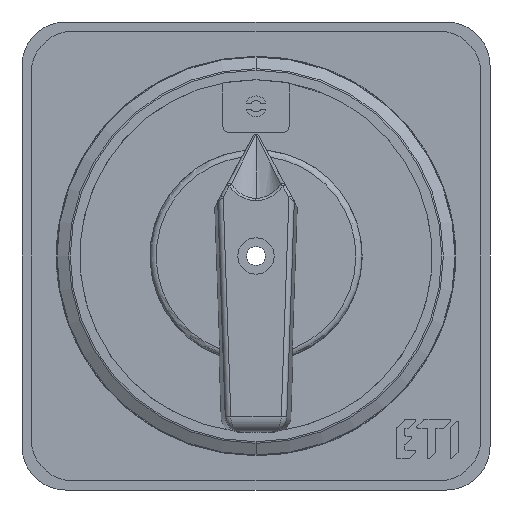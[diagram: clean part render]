
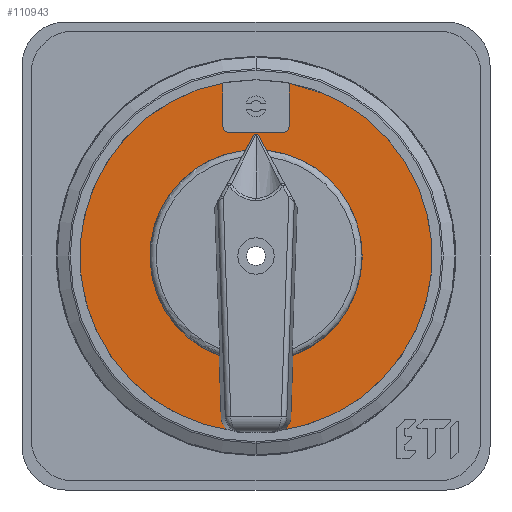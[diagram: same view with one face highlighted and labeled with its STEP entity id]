
A CAD part, front view. The second image highlights one B-rep face of the part: STEP entity #110943.
In plain terms, the highlighted planar face has unit normal (0, -1, 0).
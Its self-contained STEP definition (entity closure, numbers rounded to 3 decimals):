
#106577=CARTESIAN_POINT('',(0.,-14.75,0.));
#106578=DIRECTION('',(0.,1.,0.));
#106579=DIRECTION('',(-0.989,0.,-0.145));
#106580=AXIS2_PLACEMENT_3D('',#106577,#106578,#106579);
#106585=CARTESIAN_POINT('',(0.,-14.75,0.));
#106586=DIRECTION('',(0.,1.,0.));
#106587=DIRECTION('',(-0.989,0.,0.145));
#106588=AXIS2_PLACEMENT_3D('',#106585,#106586,#106587);
#106593=CARTESIAN_POINT('',(-4.3,-14.75,20.75));
#106594=DIRECTION('',(0.,-1.,0.));
#106595=DIRECTION('',(-1.,0.,0.));
#106596=AXIS2_PLACEMENT_3D('',#106593,#106594,#106595);
#106601=CARTESIAN_POINT('',(4.3,-14.75,20.75));
#106602=DIRECTION('',(0.,-1.,0.));
#106603=DIRECTION('',(0.,0.,-1.));
#106604=AXIS2_PLACEMENT_3D('',#106601,#106602,#106603);
#106609=CARTESIAN_POINT('',(0.,-14.75,0.));
#106610=DIRECTION('',(0.,1.,0.));
#106611=DIRECTION('',(0.188,0.,0.982));
#106612=AXIS2_PLACEMENT_3D('',#106609,#106610,#106611);
#106617=CARTESIAN_POINT('',(0.,-14.75,0.));
#106618=DIRECTION('',(0.,1.,0.));
#106619=DIRECTION('',(0.396,0.,0.918));
#106620=AXIS2_PLACEMENT_3D('',#106617,#106618,#106619);
#106625=CARTESIAN_POINT('',(0.,-14.75,0.));
#106626=DIRECTION('',(0.,1.,0.));
#106627=DIRECTION('',(0.62,0.,0.784));
#106628=AXIS2_PLACEMENT_3D('',#106625,#106626,#106627);
#106633=CARTESIAN_POINT('',(0.,-14.75,0.));
#106634=DIRECTION('',(0.,1.,0.));
#106635=DIRECTION('',(0.62,0.,-0.784));
#106636=AXIS2_PLACEMENT_3D('',#106633,#106634,#106635);
#106641=CARTESIAN_POINT('',(0.,-14.75,0.));
#106642=DIRECTION('',(0.,1.,0.));
#106643=DIRECTION('',(0.396,0.,-0.918));
#106644=AXIS2_PLACEMENT_3D('',#106641,#106642,#106643);
#106649=CARTESIAN_POINT('',(4.532,-14.75,-27.884));
#106650=CARTESIAN_POINT('',(4.866,-14.75,-27.646));
#106651=CARTESIAN_POINT('',(5.348,-14.75,-27.069));
#106652=CARTESIAN_POINT('',(5.563,-14.75,-26.348));
#106653=CARTESIAN_POINT('',(5.577,-14.75,-25.938));
#106658=DIRECTION('',(0.035,0.,0.999));
#106659=VECTOR('',#106658,10.01);
#106660=CARTESIAN_POINT('',(5.577,-14.75,-25.938));
#106661=LINE('',#106660,#106659);
#106665=CARTESIAN_POINT('',(0.,-14.75,0.));
#106666=DIRECTION('',(0.,-1.,0.));
#106667=DIRECTION('',(0.349,0.,-0.937));
#106668=AXIS2_PLACEMENT_3D('',#106665,#106666,#106667);
#106673=DIRECTION('',(-0.48,0.,0.877));
#106674=VECTOR('',#106673,2.691);
#106675=CARTESIAN_POINT('',(1.685,-14.75,16.916));
#106676=LINE('',#106675,#106674);
#106680=CARTESIAN_POINT('',(0.,-14.75,19.062));
#106681=DIRECTION('',(0.,-1.,0.));
#106682=DIRECTION('',(0.877,0.,0.48));
#106683=AXIS2_PLACEMENT_3D('',#106680,#106681,#106682);
#106688=CARTESIAN_POINT('',(0.,-14.75,19.062));
#106689=DIRECTION('',(0.,-1.,0.));
#106690=DIRECTION('',(0.,0.,1.));
#106691=AXIS2_PLACEMENT_3D('',#106688,#106689,#106690);
#106696=DIRECTION('',(-0.48,0.,-0.877));
#106697=VECTOR('',#106696,2.691);
#106698=CARTESIAN_POINT('',(-0.395,-14.75,19.278));
#106699=LINE('',#106698,#106697);
#106703=CARTESIAN_POINT('',(0.,-14.75,0.));
#106704=DIRECTION('',(0.,-1.,0.));
#106705=DIRECTION('',(-0.099,0.,0.995));
#106706=AXIS2_PLACEMENT_3D('',#106703,#106704,#106705);
#106711=DIRECTION('',(0.035,0.,
-0.999));
#106712=VECTOR('',#106711,10.01);
#106713=CARTESIAN_POINT('',(-5.926,-14.75,-15.934));
#106714=LINE('',#106713,#106712);
#106718=CARTESIAN_POINT('',(-5.577,-14.75,-25.938));
#106719=CARTESIAN_POINT('',(-5.563,-14.75,-26.348));
#106720=CARTESIAN_POINT('',(-5.348,-14.75,-27.069));
#106721=CARTESIAN_POINT('',(-4.866,-14.75,-27.646));
#106722=CARTESIAN_POINT('',(-4.532,-14.75,-27.884));
#106727=CARTESIAN_POINT('',(0.,-14.75,0.));
#106728=DIRECTION('',(0.,1.,0.));
#106729=DIRECTION('',(-0.16,0.,-0.987));
#106730=AXIS2_PLACEMENT_3D('',#106727,#106728,#106729);
#106784=CARTESIAN_POINT('',(-4.532,-14.75,-27.884));
#107074=DIRECTION('',(0.,0.,-1.));
#107075=VECTOR('',#107074,6.998);
#107076=CARTESIAN_POINT('',(5.3,-14.75,27.748));
#107077=LINE('',#107076,#107075);
#107102=DIRECTION('',(-1.,0.,0.));
#107103=VECTOR('',#107102,8.6);
#107104=CARTESIAN_POINT('',(4.3,-14.75,19.75));
#107105=LINE('',#107104,#107103);
#107130=DIRECTION('',(0.,0.,1.));
#107131=VECTOR('',#107130,6.998);
#107132=CARTESIAN_POINT('',(-5.3,-14.75,20.75));
#107133=LINE('',#107132,#107131);
#109189=CARTESIAN_POINT('',(-27.951,-14.75,4.1));
#109190=VERTEX_POINT('',#109189);
#109248=VERTEX_POINT('',#106784);
#109249=VERTEX_POINT('',#106718);
#109273=VERTEX_POINT('',#106649);
#109274=VERTEX_POINT('',#106653);
#109275=CARTESIAN_POINT('',(-27.951,-14.75,-4.1));
#109276=VERTEX_POINT('',#109275);
#109277=CARTESIAN_POINT('',(-5.3,-14.75,27.748));
#109278=VERTEX_POINT('',#109277);
#109279=CARTESIAN_POINT('',(-5.3,-14.75,20.75));
#109280=VERTEX_POINT('',#109279);
#109281=CARTESIAN_POINT('',(-4.3,-14.75,19.75));
#109282=VERTEX_POINT('',#109281);
#109283=CARTESIAN_POINT('',(4.3,-14.75,19.75));
#109284=VERTEX_POINT('',#109283);
#109285=CARTESIAN_POINT('',(5.3,-14.75,20.75));
#109286=VERTEX_POINT('',#109285);
#109287=CARTESIAN_POINT('',(5.3,-14.75,27.748));
#109288=VERTEX_POINT('',#109287);
#109289=CARTESIAN_POINT('',(11.182,-14.75,25.943));
#109290=VERTEX_POINT('',#109289);
#109291=CARTESIAN_POINT('',(17.526,-14.75,22.156));
#109292=VERTEX_POINT('',#109291);
#109293=CARTESIAN_POINT('',(17.526,-14.75,-22.156));
#109294=VERTEX_POINT('',#109293);
#109295=CARTESIAN_POINT('',(11.182,-14.75,-25.943));
#109296=VERTEX_POINT('',#109295);
#109297=CARTESIAN_POINT('',(5.926,-14.75,-15.934));
#109298=VERTEX_POINT('',#109297);
#109299=CARTESIAN_POINT('',(1.685,-14.75,16.916));
#109300=VERTEX_POINT('',#109299);
#109301=CARTESIAN_POINT('',(0.395,-14.75,19.278));
#109302=VERTEX_POINT('',#109301);
#109303=CARTESIAN_POINT('',(0.,-14.75,19.512));
#109304=VERTEX_POINT('',#109303);
#109305=CARTESIAN_POINT('',(-0.395,-14.75,19.278));
#109306=VERTEX_POINT('',#109305);
#109307=CARTESIAN_POINT('',(-1.685,-14.75,16.916));
#109308=VERTEX_POINT('',#109307);
#109309=CARTESIAN_POINT('',(-5.926,-14.75,-15.934));
#109310=VERTEX_POINT('',#109309);
#110892=CARTESIAN_POINT('',(0.,-14.75,0.));
#110893=DIRECTION('',(0.,1.,0.));
#110894=DIRECTION('',(0.,0.,1.));
#110895=AXIS2_PLACEMENT_3D('',#110892,#110893,#110894);
#110896=PLANE('',#110895);
#110898=ORIENTED_EDGE('',*,*,#110897,.T.);
#110900=ORIENTED_EDGE('',*,*,#110899,.T.);
#110902=ORIENTED_EDGE('',*,*,#110901,.F.);
#110904=ORIENTED_EDGE('',*,*,#110903,.T.);
#110906=ORIENTED_EDGE('',*,*,#110905,.F.);
#110908=ORIENTED_EDGE('',*,*,#110907,.T.);
#110910=ORIENTED_EDGE('',*,*,#110909,.F.);
#110912=ORIENTED_EDGE('',*,*,#110911,.T.);
#110914=ORIENTED_EDGE('',*,*,#110913,.T.);
#110916=ORIENTED_EDGE('',*,*,#110915,.T.);
#110918=ORIENTED_EDGE('',*,*,#110917,.T.);
#110920=ORIENTED_EDGE('',*,*,#110919,.T.);
#110921=ORIENTED_EDGE('',*,*,#110880,.T.);
#110923=ORIENTED_EDGE('',*,*,#110922,.T.);
#110925=ORIENTED_EDGE('',*,*,#110924,.T.);
#110927=ORIENTED_EDGE('',*,*,#110926,.T.);
#110929=ORIENTED_EDGE('',*,*,#110928,.T.);
#110931=ORIENTED_EDGE('',*,*,#110930,.T.);
#110933=ORIENTED_EDGE('',*,*,#110932,.T.);
#110935=ORIENTED_EDGE('',*,*,#110934,.T.);
#110937=ORIENTED_EDGE('',*,*,#110936,.T.);
#110938=ORIENTED_EDGE('',*,*,#110539,.T.);
#110940=ORIENTED_EDGE('',*,*,#110939,.T.);
#110941=EDGE_LOOP('',(#110898,#110900,#110902,#110904,#110906,#110908,#110910,
#110912,#110914,#110916,#110918,#110920,#110921,#110923,#110925,#110927,#110929,
#110931,#110933,#110935,#110937,#110938,#110940));
#110942=FACE_OUTER_BOUND('',#110941,.F.);
#106581=CIRCLE('',#106580,28.25);
#106589=CIRCLE('',#106588,28.25);
#106597=CIRCLE('',#106596,1.);
#106605=CIRCLE('',#106604,1.);
#106613=CIRCLE('',#106612,28.25);
#106621=CIRCLE('',#106620,28.25);
#106629=CIRCLE('',#106628,28.25);
#106637=CIRCLE('',#106636,28.25);
#106645=CIRCLE('',#106644,28.25);
#106654=B_SPLINE_CURVE_WITH_KNOTS('',3,(#106649,#106650,#106651,#106652,
#106653),.UNSPECIFIED.,.F.,.F.,(4,1,4),(0.,0.5,1.),.UNSPECIFIED.);
#106669=CIRCLE('',#106668,17.);
#106684=CIRCLE('',#106683,0.45);
#106692=CIRCLE('',#106691,0.45);
#106707=CIRCLE('',#106706,17.);
#106723=B_SPLINE_CURVE_WITH_KNOTS('',3,(#106718,#106719,#106720,#106721,
#106722),.UNSPECIFIED.,.F.,.F.,(4,1,4),(0.,0.5,1.),.UNSPECIFIED.);
#106731=CIRCLE('',#106730,28.25);
#110539=EDGE_CURVE('',#109249,#109248,#106723,.T.);
#110880=EDGE_CURVE('',#109273,#109274,#106654,.T.);
#110897=EDGE_CURVE('',#109276,#109190,#106581,.T.);
#110899=EDGE_CURVE('',#109190,#109278,#106589,.T.);
#110901=EDGE_CURVE('',#109280,#109278,#107133,.T.);
#110903=EDGE_CURVE('',#109280,#109282,#106597,.T.);
#110905=EDGE_CURVE('',#109284,#109282,#107105,.T.);
#110907=EDGE_CURVE('',#109284,#109286,#106605,.T.);
#110909=EDGE_CURVE('',#109288,#109286,#107077,.T.);
#110911=EDGE_CURVE('',#109288,#109290,#106613,.T.);
#110913=EDGE_CURVE('',#109290,#109292,#106621,.T.);
#110915=EDGE_CURVE('',#109292,#109294,#106629,.T.);
#110917=EDGE_CURVE('',#109294,#109296,#106637,.T.);
#110919=EDGE_CURVE('',#109296,#109273,#106645,.T.);
#110922=EDGE_CURVE('',#109274,#109298,#106661,.T.);
#110924=EDGE_CURVE('',#109298,#109300,#106669,.T.);
#110926=EDGE_CURVE('',#109300,#109302,#106676,.T.);
#110928=EDGE_CURVE('',#109302,#109304,#106684,.T.);
#110930=EDGE_CURVE('',#109304,#109306,#106692,.T.);
#110932=EDGE_CURVE('',#109306,#109308,#106699,.T.);
#110934=EDGE_CURVE('',#109308,#109310,#106707,.T.);
#110936=EDGE_CURVE('',#109310,#109249,#106714,.T.);
#110939=EDGE_CURVE('',#109248,#109276,#106731,.T.);
#110943=ADVANCED_FACE('',(#110942),#110896,.F.);
